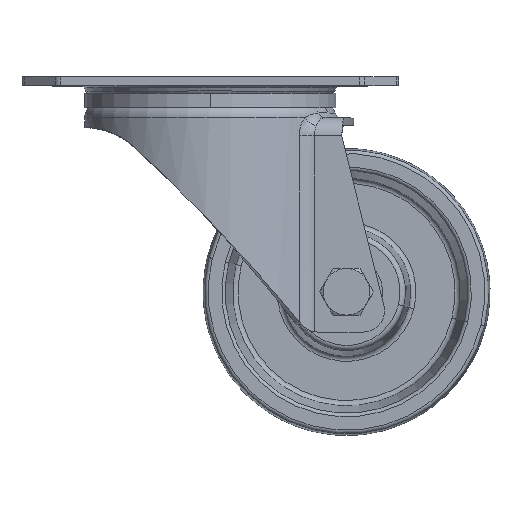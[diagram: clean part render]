
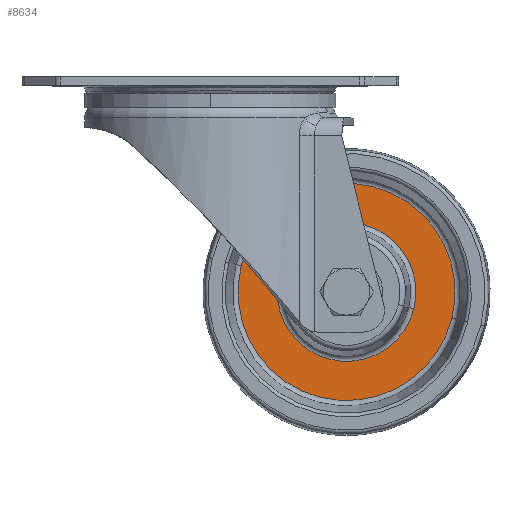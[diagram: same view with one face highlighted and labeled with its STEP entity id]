
A CAD part, top view. The second image highlights one B-rep face of the part: STEP entity #8634.
In plain terms, the highlighted planar face has unit normal (0, 0, 1).
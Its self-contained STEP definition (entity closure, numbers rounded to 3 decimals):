
#292 = PLANE ( 'NONE',  #11003 ) ;
#424 = CARTESIAN_POINT ( 'NONE',  ( 38., -60., 2.5 ) ) ;
#448 = EDGE_CURVE ( 'NONE', #2560, #3367, #14044, .T. ) ;
#641 = CARTESIAN_POINT ( 'NONE',  ( 8.623, -52.699, 2.5 ) ) ;
#1059 = EDGE_CURVE ( 'NONE', #2585, #5157, #12401, .T. ) ;
#1209 = CARTESIAN_POINT ( 'NONE',  ( 38., -60., 2.5 ) ) ;
#1287 = CIRCLE ( 'NONE', #6642, 19.349 ) ;
#1643 = DIRECTION ( 'NONE',  ( 0., 0., 1. ) ) ;
#2329 = DIRECTION ( 'NONE',  ( 0., 0., -1. ) ) ;
#2560 = VERTEX_POINT ( 'NONE', #641 ) ;
#2585 = VERTEX_POINT ( 'NONE', #10849 ) ;
#2709 = CIRCLE ( 'NONE', #15001, 30.27 ) ;
#2913 = FACE_OUTER_BOUND ( 'NONE', #10901, .T. ) ;
#3367 = VERTEX_POINT ( 'NONE', #6833 ) ;
#3897 = AXIS2_PLACEMENT_3D ( 'NONE', #9898, #16148, #9727 ) ;
#3898 = ORIENTED_EDGE ( 'NONE', *, *, #1059, .T. ) ;
#5157 = VERTEX_POINT ( 'NONE', #13253 ) ;
#5343 = FACE_BOUND ( 'NONE', #12646, .T. ) ;
#5541 = DIRECTION ( 'NONE',  ( 0., 0., -1. ) ) ;
#5928 = ORIENTED_EDGE ( 'NONE', *, *, #6827, .T. ) ;
#6642 = AXIS2_PLACEMENT_3D ( 'NONE', #424, #5541, #11954 ) ;
#6827 = EDGE_CURVE ( 'NONE', #5157, #2585, #1287, .T. ) ;
#6833 = CARTESIAN_POINT ( 'NONE',  ( 67.377, -67.301, 2.5 ) ) ;
#7261 = ORIENTED_EDGE ( 'NONE', *, *, #12461, .T. ) ;
#8634 = ADVANCED_FACE ( 'NONE', ( #5343, #2913 ), #292, .T. ) ;
#9727 = DIRECTION ( 'NONE',  ( 0.97, -0.241, 0. ) ) ;
#9766 = DIRECTION ( 'NONE',  ( 0.97, -0.241, 0. ) ) ;
#9898 = CARTESIAN_POINT ( 'NONE',  ( 38., -60., 2.5 ) ) ;
#10665 = DIRECTION ( 'NONE',  ( 0.97, -0.241, 0. ) ) ;
#10849 = CARTESIAN_POINT ( 'NONE',  ( 19.222, -55.333, 2.5 ) ) ;
#10901 = EDGE_LOOP ( 'NONE', ( #7261, #13419 ) ) ;
#11003 = AXIS2_PLACEMENT_3D ( 'NONE', #11761, #1643, #10665 ) ;
#11761 = CARTESIAN_POINT ( 'NONE',  ( 45.598, -29.43, 2.5 ) ) ;
#11954 = DIRECTION ( 'NONE',  ( 0.97, -0.241, 0. ) ) ;
#12401 = CIRCLE ( 'NONE', #14549, 19.349 ) ;
#12461 = EDGE_CURVE ( 'NONE', #3367, #2560, #2709, .T. ) ;
#12646 = EDGE_LOOP ( 'NONE', ( #5928, #3898 ) ) ;
#12754 = DIRECTION ( 'NONE',  ( 0., 0., 1. ) ) ;
#13253 = CARTESIAN_POINT ( 'NONE',  ( 56.778, -64.667, 2.5 ) ) ;
#13419 = ORIENTED_EDGE ( 'NONE', *, *, #448, .T. ) ;
#13793 = CARTESIAN_POINT ( 'NONE',  ( 38., -60., 2.5 ) ) ;
#14044 = CIRCLE ( 'NONE', #3897, 30.27 ) ;
#14549 = AXIS2_PLACEMENT_3D ( 'NONE', #13793, #2329, #9766 ) ;
#15001 = AXIS2_PLACEMENT_3D ( 'NONE', #1209, #12754, #16508 ) ;
#16148 = DIRECTION ( 'NONE',  ( 0., 0., 1. ) ) ;
#16508 = DIRECTION ( 'NONE',  ( 0.97, -0.241, 0. ) ) ;
